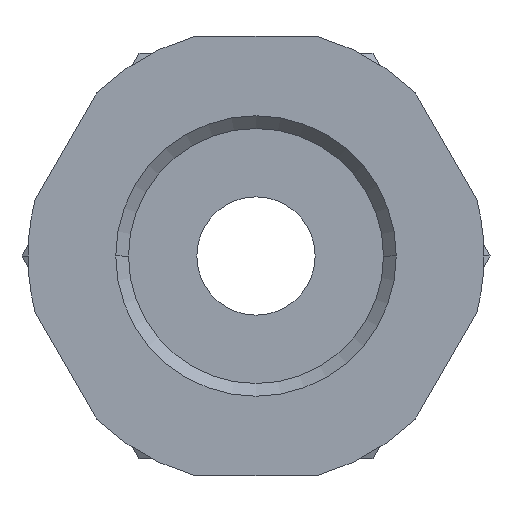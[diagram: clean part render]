
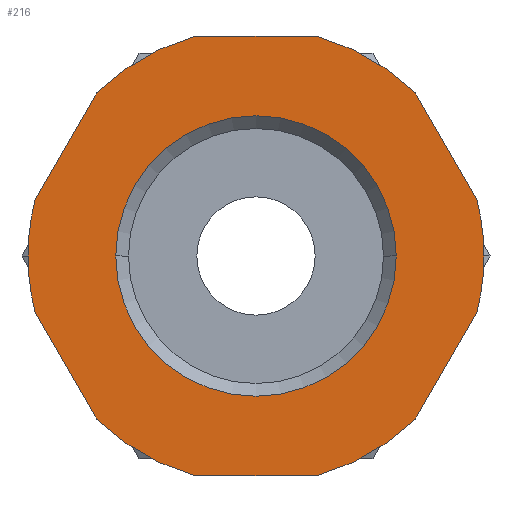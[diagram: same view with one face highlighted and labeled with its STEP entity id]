
A CAD part, front view. The second image highlights one B-rep face of the part: STEP entity #216.
In plain terms, the highlighted planar face has unit normal (0, -1, 0).
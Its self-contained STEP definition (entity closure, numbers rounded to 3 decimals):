
#216=ADVANCED_FACE('',(#442,#443),#444,.T.);
#442=FACE_BOUND('',#673,.T.);
#443=FACE_OUTER_BOUND('',#674,.T.);
#444=PLANE('',#675);
#673=EDGE_LOOP('',(#1205,#1206));
#674=EDGE_LOOP('',(#1207,#1208,#1209,#1210,#1211,#1212,#1213,#1214,#1215,#1216,#1217,#1218,#1219,#1220));
#675=AXIS2_PLACEMENT_3D('',#1221,#1222,#1223);
#1205=ORIENTED_EDGE('',*,*,#1497,.T.);
#1206=ORIENTED_EDGE('',*,*,#1426,.T.);
#1207=ORIENTED_EDGE('',*,*,#1503,.T.);
#1208=ORIENTED_EDGE('',*,*,#1530,.F.);
#1209=ORIENTED_EDGE('',*,*,#1438,.T.);
#1210=ORIENTED_EDGE('',*,*,#1421,.F.);
#1211=ORIENTED_EDGE('',*,*,#1362,.T.);
#1212=ORIENTED_EDGE('',*,*,#1532,.F.);
#1213=ORIENTED_EDGE('',*,*,#1476,.F.);
#1214=ORIENTED_EDGE('',*,*,#1327,.T.);
#1215=ORIENTED_EDGE('',*,*,#1346,.F.);
#1216=ORIENTED_EDGE('',*,*,#1452,.T.);
#1217=ORIENTED_EDGE('',*,*,#1334,.F.);
#1218=ORIENTED_EDGE('',*,*,#1495,.T.);
#1219=ORIENTED_EDGE('',*,*,#1397,.F.);
#1220=ORIENTED_EDGE('',*,*,#1457,.F.);
#1221=CARTESIAN_POINT('',(6.75,0.0,0.0));
#1222=DIRECTION('',(-0.0,-1.0,-0.0));
#1223=DIRECTION('',(-1.0,0.0,0.0));
#1327=EDGE_CURVE('',#1565,#1562,#1566,.T.);
#1334=EDGE_CURVE('',#1576,#1571,#1578,.T.);
#1346=EDGE_CURVE('',#1596,#1562,#1598,.T.);
#1362=EDGE_CURVE('',#1625,#1622,#1626,.T.);
#1397=EDGE_CURVE('',#1675,#1677,#1678,.T.);
#1421=EDGE_CURVE('',#1625,#1710,#1714,.T.);
#1426=EDGE_CURVE('',#1717,#1721,#1723,.T.);
#1438=EDGE_CURVE('',#1738,#1710,#1739,.T.);
#1452=EDGE_CURVE('',#1596,#1571,#1758,.T.);
#1457=EDGE_CURVE('',#1763,#1675,#1765,.T.);
#1476=EDGE_CURVE('',#1565,#1788,#1792,.T.);
#1495=EDGE_CURVE('',#1576,#1677,#1816,.T.);
#1497=EDGE_CURVE('',#1721,#1717,#1818,.T.);
#1503=EDGE_CURVE('',#1763,#1823,#1825,.T.);
#1530=EDGE_CURVE('',#1738,#1823,#1856,.T.);
#1532=EDGE_CURVE('',#1788,#1622,#1858,.T.);
#1562=VERTEX_POINT('',#1892);
#1565=VERTEX_POINT('',#1896);
#1566=LINE('',#1897,#1898);
#1571=VERTEX_POINT('',#1905);
#1576=VERTEX_POINT('',#1911);
#1578=CIRCLE('',#1914,13.5);
#1596=VERTEX_POINT('',#1966);
#1598=CIRCLE('',#1969,13.5);
#1622=VERTEX_POINT('',#2029);
#1625=VERTEX_POINT('',#2033);
#1626=LINE('',#2034,#2035);
#1675=VERTEX_POINT('',#2136);
#1677=VERTEX_POINT('',#2139);
#1678=CIRCLE('',#2140,13.5);
#1710=VERTEX_POINT('',#2191);
#1714=CIRCLE('',#2196,13.5);
#1717=VERTEX_POINT('',#2199);
#1721=VERTEX_POINT('',#2204);
#1723=CIRCLE('',#2207,8.305);
#1738=VERTEX_POINT('',#2258);
#1739=LINE('',#2259,#2260);
#1758=LINE('',#2283,#2284);
#1763=VERTEX_POINT('',#2290);
#1765=CIRCLE('',#2293,13.5);
#1788=VERTEX_POINT('',#2329);
#1792=CIRCLE('',#2334,13.5);
#1816=LINE('',#2386,#2387);
#1818=CIRCLE('',#2389,8.305);
#1823=VERTEX_POINT('',#2405);
#1825=LINE('',#2408,#2409);
#1856=CIRCLE('',#2488,13.5);
#1858=CIRCLE('',#2490,13.5);
#1892=CARTESIAN_POINT('',(9.438,0.0,9.652));
#1896=CARTESIAN_POINT('',(13.078,0.0,3.348));
#1897=CARTESIAN_POINT('',(12.102,0.0,5.039));
#1898=VECTOR('',#2545,1.0);
#1905=CARTESIAN_POINT('',(-3.64,0.0,13.0));
#1911=CARTESIAN_POINT('',(-9.438,0.0,9.652));
#1914=AXIS2_PLACEMENT_3D('',#2553,#2554,#2555);
#1966=CARTESIAN_POINT('',(3.64,0.0,13.0));
#1969=AXIS2_PLACEMENT_3D('',#2567,#2568,#2569);
#2029=CARTESIAN_POINT('',(13.078,0.0,-3.348));
#2033=CARTESIAN_POINT('',(9.438,0.0,-9.652));
#2034=CARTESIAN_POINT('',(12.102,0.0,-5.039));
#2035=VECTOR('',#2586,1.0);
#2136=CARTESIAN_POINT('',(-13.5,0.0,0.));
#2139=CARTESIAN_POINT('',(-13.078,0.0,3.348));
#2140=AXIS2_PLACEMENT_3D('',#2635,#2636,#2637);
#2191=CARTESIAN_POINT('',(3.64,0.0,-13.0));
#2196=AXIS2_PLACEMENT_3D('',#2668,#2669,#2670);
#2199=CARTESIAN_POINT('',(8.305,0.0,0.));
#2204=CARTESIAN_POINT('',(-8.305,0.0,0.));
#2207=AXIS2_PLACEMENT_3D('',#2676,#2677,#2678);
#2258=CARTESIAN_POINT('',(-3.64,0.0,-13.0));
#2259=CARTESIAN_POINT('',(3.375,0.0,-13.0));
#2260=VECTOR('',#2685,1.0);
#2283=CARTESIAN_POINT('',(3.375,0.0,13.0));
#2284=VECTOR('',#2705,1.0);
#2290=CARTESIAN_POINT('',(-13.078,0.0,-3.348));
#2293=AXIS2_PLACEMENT_3D('',#2711,#2712,#2713);
#2329=CARTESIAN_POINT('',(13.5,0.0,0.));
#2334=AXIS2_PLACEMENT_3D('',#2741,#2742,#2743);
#2386=CARTESIAN_POINT('',(-10.415,0.0,7.961));
#2387=VECTOR('',#2762,1.0);
#2389=AXIS2_PLACEMENT_3D('',#2763,#2764,#2765);
#2405=CARTESIAN_POINT('',(-9.438,0.0,-9.652));
#2408=CARTESIAN_POINT('',(-10.415,0.0,-7.961));
#2409=VECTOR('',#2770,1.0);
#2488=AXIS2_PLACEMENT_3D('',#2796,#2797,#2798);
#2490=AXIS2_PLACEMENT_3D('',#2799,#2800,#2801);
#2545=DIRECTION('',(-0.5,0.0,0.866));
#2553=CARTESIAN_POINT('',(0.0,0.0,0.0));
#2554=DIRECTION('',(-0.0,1.0,0.0));
#2555=DIRECTION('',(1.0,0.0,0.0));
#2567=CARTESIAN_POINT('',(0.0,0.0,0.0));
#2568=DIRECTION('',(-0.0,1.0,0.0));
#2569=DIRECTION('',(1.0,0.0,0.0));
#2586=DIRECTION('',(0.5,-0.0,0.866));
#2635=CARTESIAN_POINT('',(0.0,0.0,0.0));
#2636=DIRECTION('',(-0.0,1.0,0.0));
#2637=DIRECTION('',(1.0,0.0,0.0));
#2668=CARTESIAN_POINT('',(0.0,0.0,0.0));
#2669=DIRECTION('',(-0.0,1.0,0.0));
#2670=DIRECTION('',(1.0,0.0,0.0));
#2676=CARTESIAN_POINT('',(0.0,0.0,0.0));
#2677=DIRECTION('',(-0.0,1.0,0.0));
#2678=DIRECTION('',(1.0,0.0,0.0));
#2685=DIRECTION('',(1.0,-0.0,0.0));
#2705=DIRECTION('',(-1.0,0.0,0.));
#2711=CARTESIAN_POINT('',(0.0,0.0,0.0));
#2712=DIRECTION('',(-0.0,1.0,0.0));
#2713=DIRECTION('',(1.0,0.0,0.0));
#2741=CARTESIAN_POINT('',(0.0,0.0,0.0));
#2742=DIRECTION('',(-0.0,1.0,0.0));
#2743=DIRECTION('',(1.0,0.0,0.0));
#2762=DIRECTION('',(-0.5,0.0,-0.866));
#2763=CARTESIAN_POINT('',(0.0,0.0,0.0));
#2764=DIRECTION('',(-0.0,1.0,0.0));
#2765=DIRECTION('',(1.0,0.0,0.0));
#2770=DIRECTION('',(0.5,0.0,-0.866));
#2796=CARTESIAN_POINT('',(0.0,0.0,0.0));
#2797=DIRECTION('',(-0.0,1.0,0.0));
#2798=DIRECTION('',(1.0,0.0,0.0));
#2799=CARTESIAN_POINT('',(0.0,0.0,0.0));
#2800=DIRECTION('',(-0.0,1.0,0.0));
#2801=DIRECTION('',(1.0,0.0,0.0));
